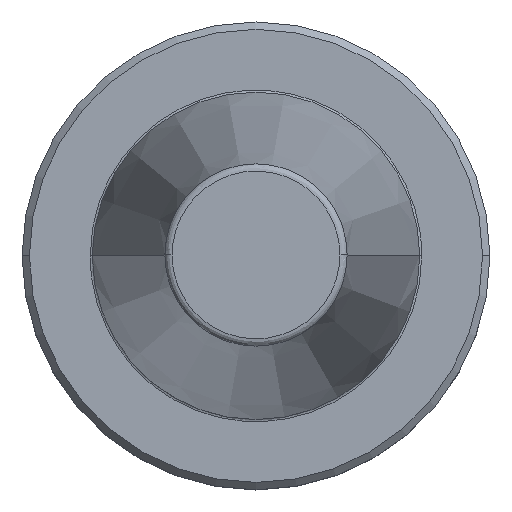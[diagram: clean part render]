
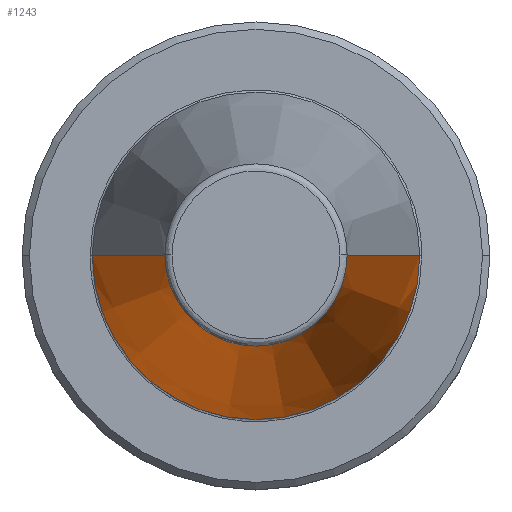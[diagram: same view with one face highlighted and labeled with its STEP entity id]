
A CAD part, top view. The second image highlights one B-rep face of the part: STEP entity #1243.
In plain terms, the highlighted conical face has half-angle 8.297 degrees and reference radius 22.225 mm.
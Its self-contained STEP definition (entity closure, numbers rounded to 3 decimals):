
#15 = CONICAL_SURFACE ( 'NONE', #702, 22.225, 0.145 ) ;
#24 = VERTEX_POINT ( 'NONE', #1506 ) ;
#52 = LINE ( 'NONE', #864, #1186 ) ;
#128 = DIRECTION ( 'NONE',  ( 0., 0., 1. ) ) ;
#212 = DIRECTION ( 'NONE',  ( 0.144, 0., -0.99 ) ) ;
#220 = VERTEX_POINT ( 'NONE', #234 ) ;
#222 = EDGE_CURVE ( 'NONE', #24, #894, #890, .T. ) ;
#234 = CARTESIAN_POINT ( 'NONE',  ( -12.375, 0., 67.544 ) ) ;
#243 = CARTESIAN_POINT ( 'NONE',  ( 22.225, 0., 0. ) ) ;
#253 = DIRECTION ( 'NONE',  ( -0.144, 0., -0.99 ) ) ;
#285 = EDGE_CURVE ( 'NONE', #220, #1126, #52, .T. ) ;
#298 = DIRECTION ( 'NONE',  ( 0., 0., -1. ) ) ;
#304 = DIRECTION ( 'NONE',  ( -1., 0., 0. ) ) ;
#322 = CARTESIAN_POINT ( 'NONE',  ( 0., 0., 0. ) ) ;
#369 = CARTESIAN_POINT ( 'NONE',  ( 0., 0., 0. ) ) ;
#377 = CIRCLE ( 'NONE', #439, 22.225 ) ;
#439 = AXIS2_PLACEMENT_3D ( 'NONE', #369, #128, #643 ) ;
#541 = EDGE_CURVE ( 'NONE', #24, #220, #1482, .T. ) ;
#566 = CARTESIAN_POINT ( 'NONE',  ( -22.225, 0., 0. ) ) ;
#643 = DIRECTION ( 'NONE',  ( -1., 0., 0. ) ) ;
#702 = AXIS2_PLACEMENT_3D ( 'NONE', #322, #298, #304 ) ;
#809 = CARTESIAN_POINT ( 'NONE',  ( 22.225, 0., 0. ) ) ;
#864 = CARTESIAN_POINT ( 'NONE',  ( -22.225, 0., 0. ) ) ;
#890 = LINE ( 'NONE', #243, #1422 ) ;
#894 = VERTEX_POINT ( 'NONE', #809 ) ;
#925 = ORIENTED_EDGE ( 'NONE', *, *, #1383, .T. ) ;
#993 = ORIENTED_EDGE ( 'NONE', *, *, #285, .T. ) ;
#1085 = EDGE_LOOP ( 'NONE', ( #1477, #1184, #993, #925 ) ) ;
#1126 = VERTEX_POINT ( 'NONE', #566 ) ;
#1184 = ORIENTED_EDGE ( 'NONE', *, *, #541, .T. ) ;
#1186 = VECTOR ( 'NONE', #253, 1000. ) ;
#1243 = ADVANCED_FACE ( 'NONE', ( #1392 ), #15, .T. ) ;
#1362 = DIRECTION ( 'NONE',  ( -1., 0., 0. ) ) ;
#1369 = DIRECTION ( 'NONE',  ( 0., 0., -1. ) ) ;
#1376 = CARTESIAN_POINT ( 'NONE',  ( 0., 0., 67.544 ) ) ;
#1383 = EDGE_CURVE ( 'NONE', #1126, #894, #377, .T. ) ;
#1392 = FACE_OUTER_BOUND ( 'NONE', #1085, .T. ) ;
#1422 = VECTOR ( 'NONE', #212, 1000. ) ;
#1477 = ORIENTED_EDGE ( 'NONE', *, *, #222, .F. ) ;
#1482 = CIRCLE ( 'NONE', #1490, 12.375 ) ;
#1490 = AXIS2_PLACEMENT_3D ( 'NONE', #1376, #1369, #1362 ) ;
#1506 = CARTESIAN_POINT ( 'NONE',  ( 12.375, 0., 67.544 ) ) ;
